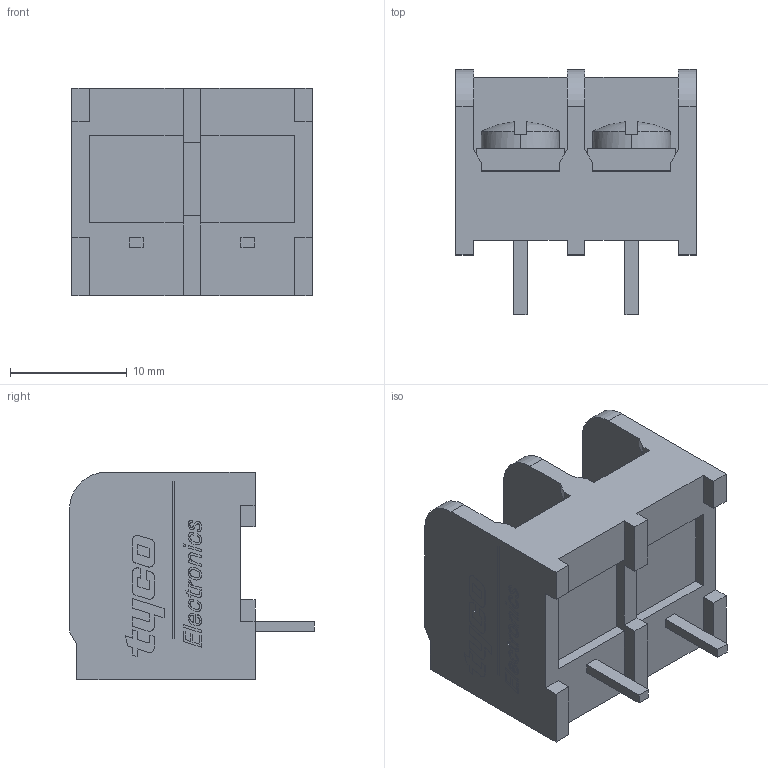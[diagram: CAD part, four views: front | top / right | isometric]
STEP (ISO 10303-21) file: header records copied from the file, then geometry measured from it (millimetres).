
FILE_DESCRIPTION((''),'2;1');
FILE_NAME('C-3-1437652-9','2009-10-14T',('workeradm'),(''),'PRO/ENGINEER BY PARAMETRIC TECHNOLOGY CORPORATION, 2008380','PRO/ENGINEER BY PARAMETRIC TECHNOLOGY CORPORATION, 2008380','');
FILE_SCHEMA(('AUTOMOTIVE_DESIGN { 1 0 10303 214 1 1 1 1 }'));
Length unit declared in the file: millimetre
Products named in the file (1): C-3-1437652-9
Bounding box: 20.6 x 20.95 x 17.78 mm (x, y, z)
Volume: 3514.4 mm3; surface area: 2864 mm2
Topology: 1 solids, 1 shells, 419 faces, 1163 edges, 774 vertices
Faces by surface type: plane 265, extrusion 117, cylinder 33, sphere 4
Entity records: 13908 total; most frequent: CARTESIAN_POINT 3510, ORIENTED_EDGE 2326, DIRECTION 1728, EDGE_CURVE 1163, VECTOR 968, LINE 851, VERTEX_POINT 774, EDGE_LOOP 447
